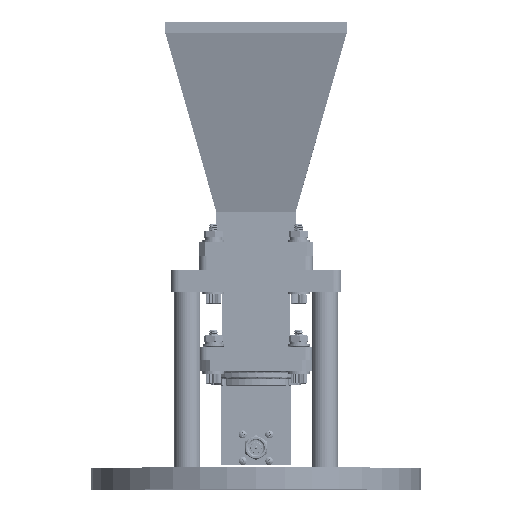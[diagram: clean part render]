
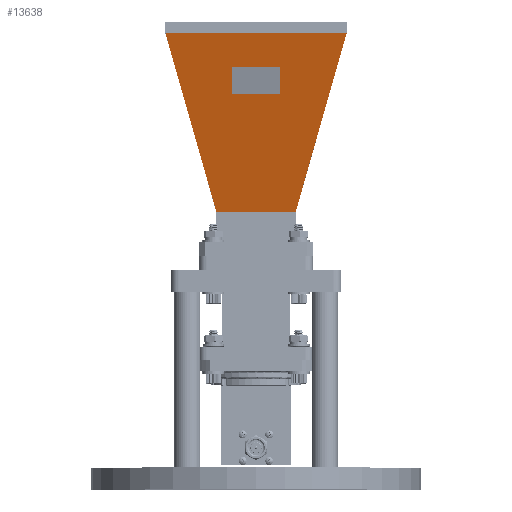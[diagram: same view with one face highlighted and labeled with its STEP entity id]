
A CAD part, top view. The second image highlights one B-rep face of the part: STEP entity #13638.
In plain terms, the highlighted face is planar.
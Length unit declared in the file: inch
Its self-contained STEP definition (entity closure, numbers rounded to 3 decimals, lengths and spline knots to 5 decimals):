
#768 = ORIENTED_EDGE ( 'NONE', *, *, #59548, .F. ) ;
#7343 = DIRECTION ( 'NONE',  ( -0.243, 0., -0.97 ) ) ;
#8989 = ORIENTED_EDGE ( 'NONE', *, *, #24576, .T. ) ;
#9618 = CARTESIAN_POINT ( 'NONE',  ( 0.74086, -0.35, 3.63867 ) ) ;
#10181 = DIRECTION ( 'NONE',  ( 0., -1., 0. ) ) ;
#10584 = ORIENTED_EDGE ( 'NONE', *, *, #58241, .T. ) ;
#10894 = CARTESIAN_POINT ( 'NONE',  ( 0.83821, -0.35, 4.02664 ) ) ;
#11797 = FACE_OUTER_BOUND ( 'NONE', #35388, .T. ) ;
#12115 = DIRECTION ( 'NONE',  ( 0.97, 0., -0.243 ) ) ;
#12235 = VECTOR ( 'NONE', #36400, 39.37008 ) ;
#12448 = VERTEX_POINT ( 'NONE', #31601 ) ;
#13414 = CARTESIAN_POINT ( 'NONE',  ( 0.83821, 0.35, 4.02664 ) ) ;
#13638 = ADVANCED_FACE ( 'NONE', ( #59777, #11797 ), #50819, .T. ) ;
#14033 = AXIS2_PLACEMENT_3D ( 'NONE', #32009, #12115, #7343 ) ;
#14149 = DIRECTION ( 'NONE',  ( -0.235, 0.266, -0.935 ) ) ;
#15243 = EDGE_CURVE ( 'NONE', #33514, #18223, #21504, .T. ) ;
#17110 = CARTESIAN_POINT ( 'NONE',  ( 0.31811, -0.56865, 1.95391 ) ) ;
#17568 = CARTESIAN_POINT ( 'NONE',  ( 0.9599, 1.2976, 4.5116 ) ) ;
#17803 = DIRECTION ( 'NONE',  ( 0., 1., 0. ) ) ;
#18039 = CARTESIAN_POINT ( 'NONE',  ( 0.31811, 0., 1.95391 ) ) ;
#18223 = VERTEX_POINT ( 'NONE', #9618 ) ;
#18441 = CARTESIAN_POINT ( 'NONE',  ( 0.31811, 0.56865, 1.95391 ) ) ;
#18663 = LINE ( 'NONE', #18039, #48395 ) ;
#20012 = CARTESIAN_POINT ( 'NONE',  ( 0.9599, 0., 4.5116 ) ) ;
#21125 = VECTOR ( 'NONE', #46069, 39.37008 ) ;
#21504 = LINE ( 'NONE', #25917, #12235 ) ;
#22210 = LINE ( 'NONE', #18441, #21125 ) ;
#24330 = VERTEX_POINT ( 'NONE', #31420 ) ;
#24576 = EDGE_CURVE ( 'NONE', #27416, #12448, #39974, .T. ) ;
#25917 = CARTESIAN_POINT ( 'NONE',  ( 0.83821, -0.35, 4.02664 ) ) ;
#27416 = VERTEX_POINT ( 'NONE', #17568 ) ;
#27463 = DIRECTION ( 'NONE',  ( 0., 1., 0. ) ) ;
#27648 = EDGE_LOOP ( 'NONE', ( #768, #37201, #29288, #34967 ) ) ;
#29288 = ORIENTED_EDGE ( 'NONE', *, *, #50020, .F. ) ;
#29633 = VECTOR ( 'NONE', #62435, 39.37008 ) ;
#31420 = CARTESIAN_POINT ( 'NONE',  ( 0.31811, 0.56865, 1.95391 ) ) ;
#31601 = CARTESIAN_POINT ( 'NONE',  ( 0.9599, -1.2976, 4.5116 ) ) ;
#32009 = CARTESIAN_POINT ( 'NONE',  ( 0.65331, 0., 3.28976 ) ) ;
#32488 = DIRECTION ( 'NONE',  ( 0.243, 0., 0.97 ) ) ;
#33514 = VERTEX_POINT ( 'NONE', #10894 ) ;
#33618 = VECTOR ( 'NONE', #14149, 39.37008 ) ;
#34967 = ORIENTED_EDGE ( 'NONE', *, *, #15243, .F. ) ;
#35388 = EDGE_LOOP ( 'NONE', ( #58243, #48115, #8989, #10584 ) ) ;
#36327 = CARTESIAN_POINT ( 'NONE',  ( 0.83821, 0.35, 4.02664 ) ) ;
#36400 = DIRECTION ( 'NONE',  ( -0.243, 0., -0.97 ) ) ;
#37201 = ORIENTED_EDGE ( 'NONE', *, *, #37922, .F. ) ;
#37922 = EDGE_CURVE ( 'NONE', #49277, #41692, #47166, .T. ) ;
#39974 = LINE ( 'NONE', #20012, #49077 ) ;
#41692 = VERTEX_POINT ( 'NONE', #13414 ) ;
#42052 = LINE ( 'NONE', #48060, #29633 ) ;
#42390 = EDGE_CURVE ( 'NONE', #59855, #24330, #18663, .T. ) ;
#46069 = DIRECTION ( 'NONE',  ( 0.235, 0.266, 0.935 ) ) ;
#46183 = CARTESIAN_POINT ( 'NONE',  ( 0.74086, 0.35, 3.63867 ) ) ;
#47166 = LINE ( 'NONE', #36327, #55237 ) ;
#47591 = LINE ( 'NONE', #52708, #51406 ) ;
#47786 = CARTESIAN_POINT ( 'NONE',  ( 0.9599, -1.2976, 4.5116 ) ) ;
#48060 = CARTESIAN_POINT ( 'NONE',  ( 0.83821, -0.35, 4.02664 ) ) ;
#48115 = ORIENTED_EDGE ( 'NONE', *, *, #52326, .T. ) ;
#48395 = VECTOR ( 'NONE', #27463, 39.37008 ) ;
#49077 = VECTOR ( 'NONE', #10181, 39.37008 ) ;
#49277 = VERTEX_POINT ( 'NONE', #46183 ) ;
#50020 = EDGE_CURVE ( 'NONE', #18223, #49277, #47591, .T. ) ;
#50819 = PLANE ( 'NONE',  #14033 ) ;
#51406 = VECTOR ( 'NONE', #17803, 39.37008 ) ;
#52326 = EDGE_CURVE ( 'NONE', #24330, #27416, #22210, .T. ) ;
#52708 = CARTESIAN_POINT ( 'NONE',  ( 0.74086, -0.35, 3.63867 ) ) ;
#55237 = VECTOR ( 'NONE', #32488, 39.37008 ) ;
#57687 = LINE ( 'NONE', #47786, #33618 ) ;
#58241 = EDGE_CURVE ( 'NONE', #12448, #59855, #57687, .T. ) ;
#58243 = ORIENTED_EDGE ( 'NONE', *, *, #42390, .T. ) ;
#59548 = EDGE_CURVE ( 'NONE', #41692, #33514, #42052, .T. ) ;
#59777 = FACE_BOUND ( 'NONE', #27648, .T. ) ;
#59855 = VERTEX_POINT ( 'NONE', #17110 ) ;
#62435 = DIRECTION ( 'NONE',  ( 0., -1., 0. ) ) ;
